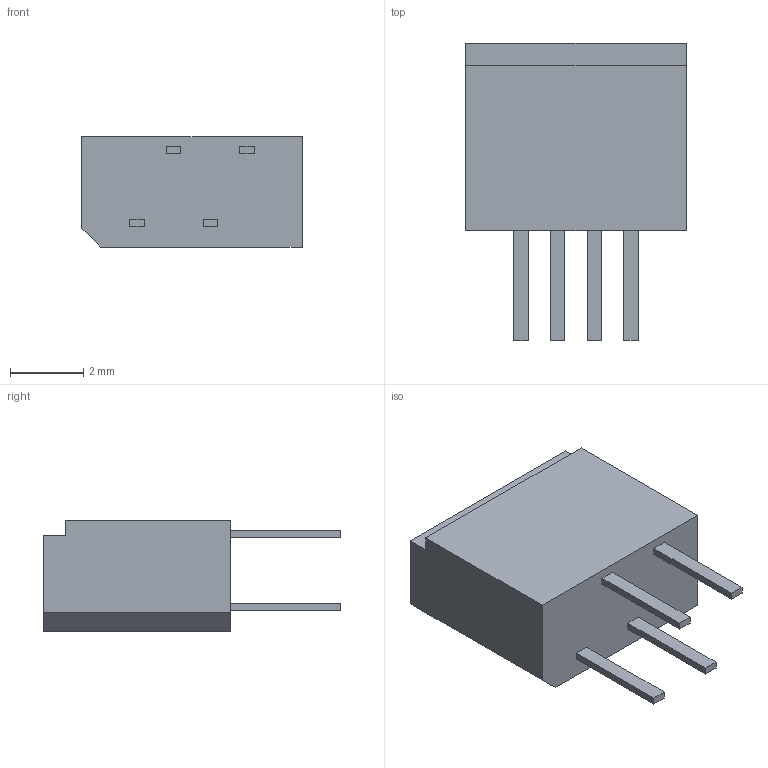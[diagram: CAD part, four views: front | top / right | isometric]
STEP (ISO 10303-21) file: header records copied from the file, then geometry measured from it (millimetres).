
FILE_DESCRIPTION (( 'STEP AP214' ), '1' );
FILE_NAME ('04FMN-BTK-A_.STEP', '2016-11-21T02:45:07', ( '' ), ( '' ), 'SwSTEP 2.0', 'SolidWorks 2009', '' );
FILE_SCHEMA (( 'AUTOMOTIVE_DESIGN' ));
Length unit declared in the file: millimetre
Products named in the file (1): 04FMN-BTK-A_
Bounding box: 6 x 8.1 x 3 mm (x, y, z)
Volume: 83.5 mm3; surface area: 178.9 mm2
Topology: 1 solids, 1 shells, 34 faces, 81 edges, 54 vertices
Faces by surface type: plane 34
Entity records: 1153 total; most frequent: CARTESIAN_POINT 170, ORIENTED_EDGE 162, DIRECTION 151, EDGE_CURVE 81, VECTOR 81, LINE 81, VERTEX_POINT 54, EDGE_LOOP 39
